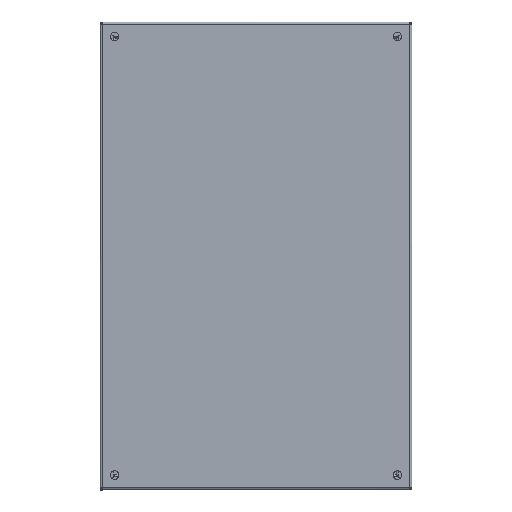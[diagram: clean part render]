
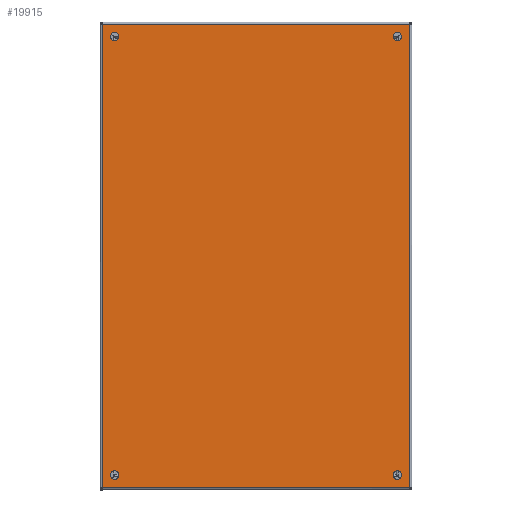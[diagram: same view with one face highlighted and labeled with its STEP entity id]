
A CAD part, top view. The second image highlights one B-rep face of the part: STEP entity #19915.
In plain terms, the highlighted face is planar.
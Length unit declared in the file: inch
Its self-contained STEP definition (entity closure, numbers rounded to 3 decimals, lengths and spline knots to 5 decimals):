
#15014=CARTESIAN_POINT('',(0.53125,0.75,0.0));
#15015=VERTEX_POINT('',#15014);
#15016=CARTESIAN_POINT('',(0.75,0.75,0.0));
#15017=DIRECTION('',(0.0,0.0,1.0));
#15018=DIRECTION('',(1.0,0.0,0.0));
#15019=AXIS2_PLACEMENT_3D('',#15016,#15017,#15018);
#15020=CIRCLE('',#15019,0.21875);
#15021=EDGE_CURVE('',#15015,#15015,#15020,.T.);
#15042=CARTESIAN_POINT('',(15.03125,0.75,0.0));
#15043=VERTEX_POINT('',#15042);
#15044=CARTESIAN_POINT('',(15.25,0.75,0.0));
#15045=DIRECTION('',(0.0,0.0,1.0));
#15046=DIRECTION('',(1.0,0.0,0.0));
#15047=AXIS2_PLACEMENT_3D('',#15044,#15045,#15046);
#15048=CIRCLE('',#15047,0.21875);
#15049=EDGE_CURVE('',#15043,#15043,#15048,.T.);
#15070=CARTESIAN_POINT('',(0.53125,23.25,0.0));
#15071=VERTEX_POINT('',#15070);
#15072=CARTESIAN_POINT('',(0.75,23.25,0.0));
#15073=DIRECTION('',(0.0,0.0,1.0));
#15074=DIRECTION('',(1.0,0.0,0.0));
#15075=AXIS2_PLACEMENT_3D('',#15072,#15073,#15074);
#15076=CIRCLE('',#15075,0.21875);
#15077=EDGE_CURVE('',#15071,#15071,#15076,.T.);
#15098=CARTESIAN_POINT('',(15.03125,23.25,0.0));
#15099=VERTEX_POINT('',#15098);
#15100=CARTESIAN_POINT('',(15.25,23.25,0.0));
#15101=DIRECTION('',(0.0,0.0,1.0));
#15102=DIRECTION('',(1.0,0.0,0.0));
#15103=AXIS2_PLACEMENT_3D('',#15100,#15101,#15102);
#15104=CIRCLE('',#15103,0.21875);
#15105=EDGE_CURVE('',#15099,#15099,#15104,.T.);
#18693=CARTESIAN_POINT('',(15.89475,23.88277,0.0));
#18694=VERTEX_POINT('',#18693);
#18791=CARTESIAN_POINT('',(15.89475,0.11723,0.0));
#18792=VERTEX_POINT('',#18791);
#18835=CARTESIAN_POINT('',(15.89475,23.88277,0.0));
#18836=DIRECTION('',(0.0,-1.0,0.0));
#18837=VECTOR('',#18836,23.76553);
#18838=LINE('',#18835,#18837);
#18839=EDGE_CURVE('',#18694,#18792,#18838,.T.);
#19010=CARTESIAN_POINT('',(0.11723,23.89475,0.));
#19011=VERTEX_POINT('',#19010);
#19108=CARTESIAN_POINT('',(15.88277,23.89475,0.0));
#19109=VERTEX_POINT('',#19108);
#19152=CARTESIAN_POINT('',(0.11723,23.89475,0.0));
#19153=DIRECTION('',(1.0,0.0,0.0));
#19154=VECTOR('',#19153,15.76553);
#19155=LINE('',#19152,#19154);
#19156=EDGE_CURVE('',#19011,#19109,#19155,.T.);
#19323=CARTESIAN_POINT('',(0.10525,0.11723,0.0));
#19324=VERTEX_POINT('',#19323);
#19421=CARTESIAN_POINT('',(0.10525,23.88277,0.0));
#19422=VERTEX_POINT('',#19421);
#19465=CARTESIAN_POINT('',(0.10525,0.11723,0.0));
#19466=DIRECTION('',(0.0,1.0,0.0));
#19467=VECTOR('',#19466,23.76553);
#19468=LINE('',#19465,#19467);
#19469=EDGE_CURVE('',#19324,#19422,#19468,.T.);
#19636=CARTESIAN_POINT('',(15.88277,0.10525,0.0));
#19637=VERTEX_POINT('',#19636);
#19692=CARTESIAN_POINT('',(0.11723,0.10525,0.0));
#19693=VERTEX_POINT('',#19692);
#19707=CARTESIAN_POINT('',(15.88277,0.10525,0.0));
#19708=DIRECTION('',(-1.0,0.0,0.0));
#19709=VECTOR('',#19708,15.76553);
#19710=LINE('',#19707,#19709);
#19711=EDGE_CURVE('',#19637,#19693,#19710,.T.);
#19802=CARTESIAN_POINT('',(0.06211,0.06211,0.0));
#19803=DIRECTION('',(0.0,0.0,1.0));
#19804=DIRECTION('',(1.0,0.0,0.0));
#19805=AXIS2_PLACEMENT_3D('',#19802,#19803,#19804);
#19806=CIRCLE('',#19805,0.07);
#19807=EDGE_CURVE('',#19693,#19324,#19806,.T.);
#19864=CARTESIAN_POINT('',(15.93789,0.06211,0.0));
#19865=DIRECTION('',(0.0,0.0,1.0));
#19866=DIRECTION('',(1.0,0.0,0.0));
#19867=AXIS2_PLACEMENT_3D('',#19864,#19865,#19866);
#19868=CIRCLE('',#19867,0.07);
#19869=EDGE_CURVE('',#18792,#19637,#19868,.T.);
#19876=CARTESIAN_POINT('',(8.,12.,0.0));
#19877=DIRECTION('',(0.0,0.0,1.0));
#19878=DIRECTION('',(1.0,0.0,0.0));
#19879=AXIS2_PLACEMENT_3D('',#19876,#19877,#19878);
#19880=PLANE('',#19879);
#19881=ORIENTED_EDGE('',*,*,#19711,.T.);
#19882=ORIENTED_EDGE('',*,*,#19807,.T.);
#19883=ORIENTED_EDGE('',*,*,#19469,.T.);
#19884=CARTESIAN_POINT('',(0.06211,23.93789,0.0));
#19885=DIRECTION('',(0.0,0.0,1.0));
#19886=DIRECTION('',(1.0,0.0,0.0));
#19887=AXIS2_PLACEMENT_3D('',#19884,#19885,#19886);
#19888=CIRCLE('',#19887,0.07);
#19889=EDGE_CURVE('',#19422,#19011,#19888,.T.);
#19890=ORIENTED_EDGE('',*,*,#19889,.T.);
#19891=ORIENTED_EDGE('',*,*,#19156,.T.);
#19892=CARTESIAN_POINT('',(15.93789,23.93789,0.0));
#19893=DIRECTION('',(0.0,0.0,1.0));
#19894=DIRECTION('',(1.0,0.0,0.0));
#19895=AXIS2_PLACEMENT_3D('',#19892,#19893,#19894);
#19896=CIRCLE('',#19895,0.07);
#19897=EDGE_CURVE('',#19109,#18694,#19896,.T.);
#19898=ORIENTED_EDGE('',*,*,#19897,.T.);
#19899=ORIENTED_EDGE('',*,*,#18839,.T.);
#19900=ORIENTED_EDGE('',*,*,#19869,.T.);
#19901=EDGE_LOOP('',(#19881,#19882,#19883,#19890,#19891,#19898,#19899,#19900));
#19902=FACE_OUTER_BOUND('',#19901,.T.);
#19903=ORIENTED_EDGE('',*,*,#15021,.T.);
#19904=EDGE_LOOP('',(#19903));
#19905=FACE_BOUND('',#19904,.T.);
#19906=ORIENTED_EDGE('',*,*,#15049,.T.);
#19907=EDGE_LOOP('',(#19906));
#19908=FACE_BOUND('',#19907,.T.);
#19909=ORIENTED_EDGE('',*,*,#15077,.T.);
#19910=EDGE_LOOP('',(#19909));
#19911=FACE_BOUND('',#19910,.T.);
#19912=ORIENTED_EDGE('',*,*,#15105,.T.);
#19913=EDGE_LOOP('',(#19912));
#19914=FACE_BOUND('',#19913,.T.);
#19915=ADVANCED_FACE('',(#19902,#19905,#19908,#19911,#19914),#19880,.F.);
